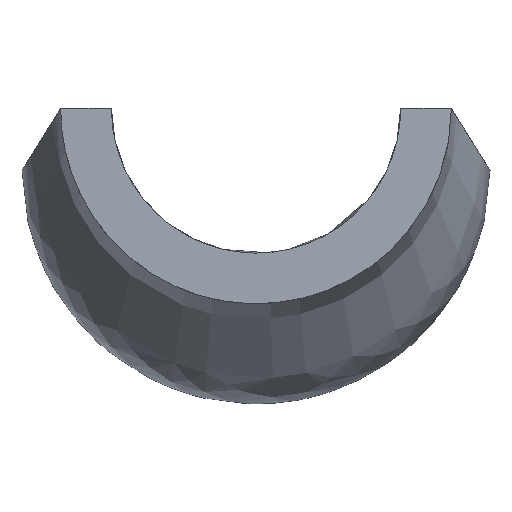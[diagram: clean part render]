
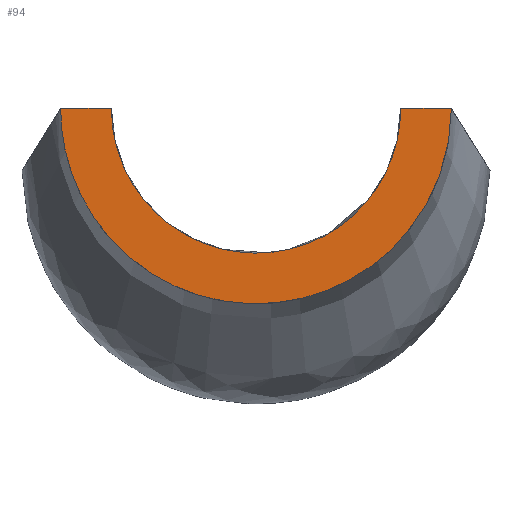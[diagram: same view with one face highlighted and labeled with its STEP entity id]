
A CAD part, front view. The second image highlights one B-rep face of the part: STEP entity #94.
In plain terms, the highlighted planar face has unit normal (0, -1, 0).
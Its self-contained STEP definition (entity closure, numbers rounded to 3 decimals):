
#20=FACE_OUTER_BOUND('',#26,.T.);
#26=EDGE_LOOP('',(#71,#72,#73,#74));
#33=LINE('',#201,#37);
#34=LINE('',#223,#38);
#37=VECTOR('',#123,10.);
#38=VECTOR('',#124,10.);
#41=B_SPLINE_CURVE_WITH_KNOTS('',3,(#178,#179,#180,#181,#182,#183,#184,
#185,#186,#187,#188,#189,#190,#191,#192,#193,#194,#195,#196,#197,#198,#199),
 .UNSPECIFIED.,.F.,.F.,(4,2,2,2,2,2,2,2,2,2,4),(-51.799,-48.074,
-44.344,-37.04,-29.748,-22.906,
-16.49,-10.731,-5.434,-2.715,
0.),.UNSPECIFIED.);
#42=B_SPLINE_CURVE_WITH_KNOTS('',3,(#203,#204,#205,#206,#207,#208,#209,
#210,#211,#212,#213,#214,#215,#216,#217,#218,#219,#220,#221,#222),
 .UNSPECIFIED.,.F.,.F.,(4,2,2,2,2,2,2,2,2,4),(-31.285,-29.312,
-27.337,-23.467,-19.597,-15.715,
-11.819,-7.902,-3.992,0.),.UNSPECIFIED.);
#51=VERTEX_POINT('',#176);
#52=VERTEX_POINT('',#177);
#53=VERTEX_POINT('',#200);
#54=VERTEX_POINT('',#202);
#59=EDGE_CURVE('',#51,#52,#41,.T.);
#60=EDGE_CURVE('',#53,#51,#33,.T.);
#61=EDGE_CURVE('',#54,#53,#42,.T.);
#62=EDGE_CURVE('',#52,#54,#34,.T.);
#71=ORIENTED_EDGE('',*,*,#59,.F.);
#72=ORIENTED_EDGE('',*,*,#60,.F.);
#73=ORIENTED_EDGE('',*,*,#61,.F.);
#74=ORIENTED_EDGE('',*,*,#62,.F.);
#92=PLANE('',#114);
#94=ADVANCED_FACE('',(#20),#92,.F.);
#114=AXIS2_PLACEMENT_3D('',#175,#121,#122);
#121=DIRECTION('center_axis',(0.,1.,0.));
#122=DIRECTION('ref_axis',(0.,0.,1.));
#123=DIRECTION('',(1.,0.,0.));
#124=DIRECTION('',(1.,0.,0.));
#175=CARTESIAN_POINT('Origin',(0.,0.,-62.968));
#176=CARTESIAN_POINT('',(135.,0.,0.));
#177=CARTESIAN_POINT('',(-135.,0.,0.));
#178=CARTESIAN_POINT('Ctrl Pts',(135.,0.,0.));
#179=CARTESIAN_POINT('Ctrl Pts',(135.,0.,-9.011));
#180=CARTESIAN_POINT('Ctrl Pts',(134.094,0.,
-18.021));
#181=CARTESIAN_POINT('Ctrl Pts',(130.508,0.,
-35.696));
#182=CARTESIAN_POINT('Ctrl Pts',(127.826,0.,
-44.343));
#183=CARTESIAN_POINT('Ctrl Pts',(117.449,0.,
-68.861));
#184=CARTESIAN_POINT('Ctrl Pts',(107.475,0.,
-83.573));
#185=CARTESIAN_POINT('Ctrl Pts',(82.437,0.,
-108.343));
#186=CARTESIAN_POINT('Ctrl Pts',(67.646,0.,
-118.149));
#187=CARTESIAN_POINT('Ctrl Pts',(36.092,0.,
-131.127));
#188=CARTESIAN_POINT('Ctrl Pts',(18.739,0.,
-135.003));
#189=CARTESIAN_POINT('Ctrl Pts',(-17.57,0.,
-134.993));
#190=CARTESIAN_POINT('Ctrl Pts',(-35.053,0.,
-131.566));
#191=CARTESIAN_POINT('Ctrl Pts',(-66.016,0.,
-118.815));
#192=CARTESIAN_POINT('Ctrl Pts',(-81.195,0.,
-109.541));
#193=CARTESIAN_POINT('Ctrl Pts',(-107.333,0.,
-83.748));
#194=CARTESIAN_POINT('Ctrl Pts',(-117.333,0.,
-69.056));
#195=CARTESIAN_POINT('Ctrl Pts',(-127.763,0.,
-44.533));
#196=CARTESIAN_POINT('Ctrl Pts',(-130.469,0.,
-35.85));
#197=CARTESIAN_POINT('Ctrl Pts',(-134.086,0.,
-18.101));
#198=CARTESIAN_POINT('Ctrl Pts',(-135.,0.,-9.051));
#199=CARTESIAN_POINT('Ctrl Pts',(-135.,0.,0.));
#200=CARTESIAN_POINT('',(100.,0.,0.));
#201=CARTESIAN_POINT('',(-135.,0.,0.));
#202=CARTESIAN_POINT('',(-100.,0.,0.));
#203=CARTESIAN_POINT('Ctrl Pts',(-100.,0.,0.));
#204=CARTESIAN_POINT('Ctrl Pts',(-100.,0.,-6.671));
#205=CARTESIAN_POINT('Ctrl Pts',(-99.33,0.,
-13.342));
#206=CARTESIAN_POINT('Ctrl Pts',(-96.676,0.,
-26.428));
#207=CARTESIAN_POINT('Ctrl Pts',(-94.691,0.,
-32.83));
#208=CARTESIAN_POINT('Ctrl Pts',(-87.011,0.,
-50.989));
#209=CARTESIAN_POINT('Ctrl Pts',(-79.624,0.,
-61.888));
#210=CARTESIAN_POINT('Ctrl Pts',(-61.074,0.,
-80.252));
#211=CARTESIAN_POINT('Ctrl Pts',(-50.115,0.,
-87.512));
#212=CARTESIAN_POINT('Ctrl Pts',(-25.972,0.,
-97.45));
#213=CARTESIAN_POINT('Ctrl Pts',(-13.035,0.,
-99.996));
#214=CARTESIAN_POINT('Ctrl Pts',(13.085,0.,
-100.004));
#215=CARTESIAN_POINT('Ctrl Pts',(25.998,0.,
-97.436));
#216=CARTESIAN_POINT('Ctrl Pts',(50.187,0.,
-87.481));
#217=CARTESIAN_POINT('Ctrl Pts',(61.166,0.,
-80.187));
#218=CARTESIAN_POINT('Ctrl Pts',(79.734,0.,-61.75));
#219=CARTESIAN_POINT('Ctrl Pts',(87.101,0.,
-50.835));
#220=CARTESIAN_POINT('Ctrl Pts',(97.34,0.,
-26.504));
#221=CARTESIAN_POINT('Ctrl Pts',(100.,0.,-13.308));
#222=CARTESIAN_POINT('Ctrl Pts',(100.,0.,0.));
#223=CARTESIAN_POINT('',(-135.,0.,0.));
